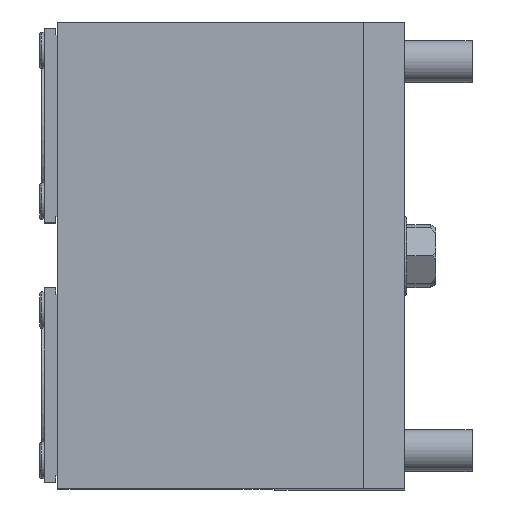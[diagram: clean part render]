
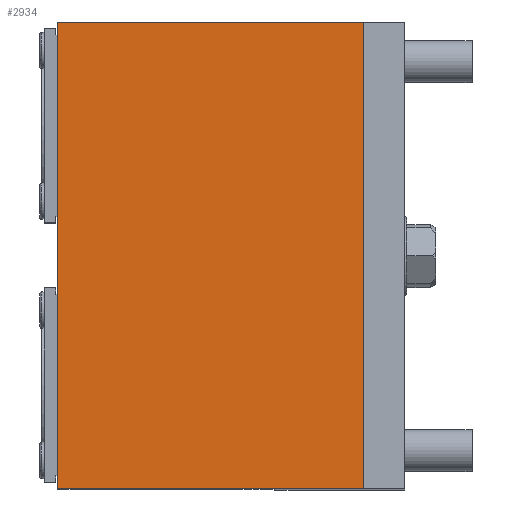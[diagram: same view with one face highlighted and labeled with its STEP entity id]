
A CAD part, top view. The second image highlights one B-rep face of the part: STEP entity #2934.
In plain terms, the highlighted planar face has unit normal (0, 0, 1).
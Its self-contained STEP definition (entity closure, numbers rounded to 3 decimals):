
#281=DIRECTION('',(-1.,0.,0.));
#282=VECTOR('',#281,59.);
#283=CARTESIAN_POINT('',(-8.,45.,79.));
#284=LINE('',#283,#282);
#289=DIRECTION('',(0.,-1.,0.));
#290=VECTOR('',#289,90.);
#291=CARTESIAN_POINT('',(-8.,45.,79.));
#292=LINE('',#291,#290);
#293=DIRECTION('',(-1.,0.,0.));
#294=VECTOR('',#293,59.);
#295=CARTESIAN_POINT('',(-8.,-45.,79.));
#296=LINE('',#295,#294);
#305=DIRECTION('',(0.,1.,0.));
#306=VECTOR('',#305,90.);
#307=CARTESIAN_POINT('',(-67.,-45.,79.));
#308=LINE('',#307,#306);
#2087=CARTESIAN_POINT('',(-67.,-45.,79.));
#2088=CARTESIAN_POINT('',(-67.,45.,79.));
#2089=VERTEX_POINT('',#2087);
#2090=VERTEX_POINT('',#2088);
#2104=CARTESIAN_POINT('',(-8.,-45.,79.));
#2106=VERTEX_POINT('',#2104);
#2107=CARTESIAN_POINT('',(-8.,45.,79.));
#2108=VERTEX_POINT('',#2107);
#2922=CARTESIAN_POINT('',(0.,-45.,79.));
#2923=DIRECTION('',(0.,0.,1.));
#2924=DIRECTION('',(0.,1.,0.));
#2925=AXIS2_PLACEMENT_3D('',#2922,#2923,#2924);
#2926=PLANE('',#2925);
#2927=ORIENTED_EDGE('',*,*,#2723,.T.);
#2928=ORIENTED_EDGE('',*,*,#2742,.T.);
#2930=ORIENTED_EDGE('',*,*,#2929,.T.);
#2931=ORIENTED_EDGE('',*,*,#2913,.F.);
#2932=EDGE_LOOP('',(#2927,#2928,#2930,#2931));
#2933=FACE_OUTER_BOUND('',#2932,.F.);
#2934=ADVANCED_FACE('',(#2933),#2926,.T.);
#2723=EDGE_CURVE('',#2108,#2106,#292,.T.);
#2742=EDGE_CURVE('',#2106,#2089,#296,.T.);
#2913=EDGE_CURVE('',#2108,#2090,#284,.T.);
#2929=EDGE_CURVE('',#2089,#2090,#308,.T.);
